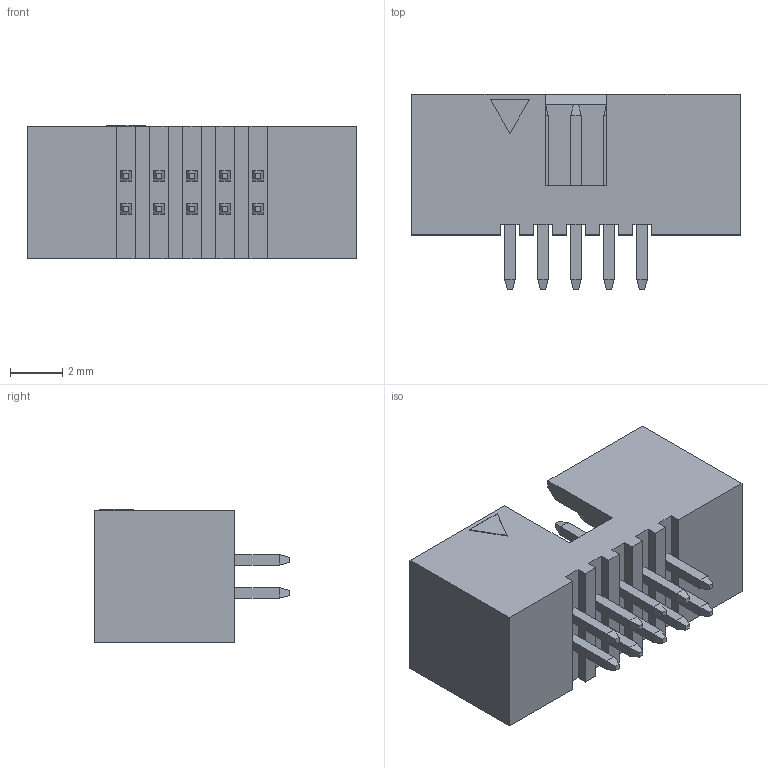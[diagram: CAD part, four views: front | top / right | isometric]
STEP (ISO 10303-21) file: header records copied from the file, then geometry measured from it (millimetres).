
FILE_DESCRIPTION (( 'STEP AP214' ), '1' );
FILE_NAME ('User Library-3220-10-0100.STEP', '2017-10-20T11:25:30', ( 'Windows User' ), ( '' ), 'SwSTEP 2.0', 'SolidWorks 2017', '' );
FILE_SCHEMA (( 'AUTOMOTIVE_DESIGN' ));
Length unit declared in the file: millimetre
Products named in the file (3): User Library-3220-10-0100_00-T-180; User Library-3220-10-0100_00-H; User Library-3220-10-0100
Assembly tree (2 placements, depth 2):
  User Library-3220-10-0100
    User Library-3220-10-0100_00-H
    User Library-3220-10-0100_00-T-180
Bounding box: 12.65 x 7.5 x 5.13 mm (x, y, z)
Volume: 198.4 mm3; surface area: 536.7 mm2
Topology: 11 solids, 11 shells, 183 faces, 396 edges, 236 vertices
Faces by surface type: plane 183
Entity records: 4949 total; most frequent: CARTESIAN_POINT 820, ORIENTED_EDGE 792, DIRECTION 772, VECTOR 396, EDGE_CURVE 396, LINE 396, VERTEX_POINT 236, AXIS2_PLACEMENT_3D 188
